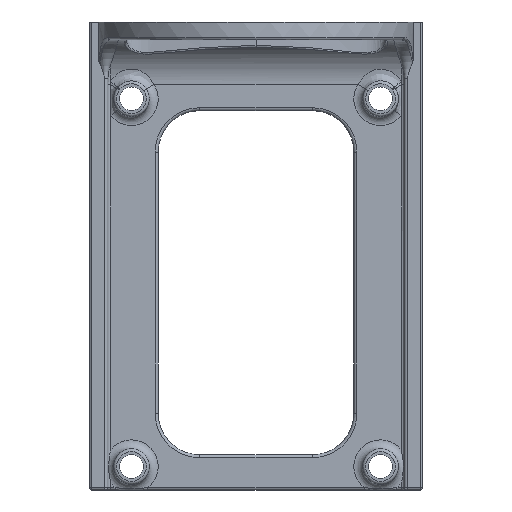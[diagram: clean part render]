
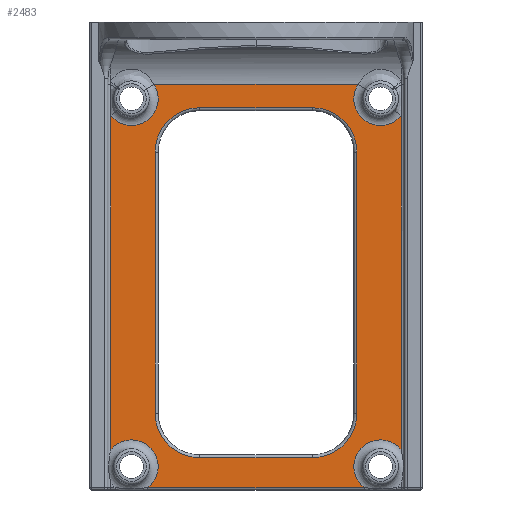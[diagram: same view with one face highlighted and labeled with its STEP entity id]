
A CAD part, left-side view. The second image highlights one B-rep face of the part: STEP entity #2483.
In plain terms, the highlighted planar face has unit normal (-1, 0, 0).
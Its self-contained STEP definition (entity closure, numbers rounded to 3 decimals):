
#120=FACE_BOUND('',#646,.T.);
#140=PLANE('',#2773);
#194=LINE('',#6021,#304);
#222=LINE('',#6344,#332);
#227=LINE('',#6374,#337);
#228=LINE('',#6385,#338);
#230=LINE('',#6397,#340);
#232=LINE('',#6409,#342);
#241=LINE('',#6434,#351);
#242=LINE('',#6438,#352);
#304=VECTOR('',#3153,10.);
#332=VECTOR('',#3311,10.);
#337=VECTOR('',#3336,10.);
#338=VECTOR('',#3349,10.);
#340=VECTOR('',#3363,10.);
#342=VECTOR('',#3377,10.);
#351=VECTOR('',#3406,10.);
#352=VECTOR('',#3411,10.);
#478=FACE_OUTER_BOUND('',#645,.T.);
#645=EDGE_LOOP('',(#2094,#2095,#2096,#2097,#2098,#2099,#2100,#2101,#2102,
#2103));
#646=EDGE_LOOP('',(#2104,#2105,#2106,#2107,#2108,#2109,#2110,#2111));
#878=CIRCLE('',#2696,4.5);
#880=CIRCLE('',#2698,4.5);
#893=CIRCLE('',#2714,4.5);
#895=CIRCLE('',#2716,4.5);
#910=CIRCLE('',#2748,7.5);
#914=CIRCLE('',#2754,7.5);
#918=CIRCLE('',#2760,7.5);
#922=CIRCLE('',#2766,7.5);
#925=CIRCLE('',#2774,4.5);
#926=CIRCLE('',#2775,4.5);
#1094=VERTEX_POINT('',#5987);
#1096=VERTEX_POINT('',#6017);
#1112=VERTEX_POINT('',#6154);
#1114=VERTEX_POINT('',#6159);
#1131=VERTEX_POINT('',#6216);
#1132=VERTEX_POINT('',#6218);
#1143=VERTEX_POINT('',#6334);
#1144=VERTEX_POINT('',#6343);
#1148=VERTEX_POINT('',#6367);
#1151=VERTEX_POINT('',#6372);
#1153=VERTEX_POINT('',#6377);
#1155=VERTEX_POINT('',#6383);
#1157=VERTEX_POINT('',#6389);
#1159=VERTEX_POINT('',#6395);
#1161=VERTEX_POINT('',#6401);
#1163=VERTEX_POINT('',#6407);
#1169=VERTEX_POINT('',#6433);
#1170=VERTEX_POINT('',#6436);
#1381=EDGE_CURVE('',#1094,#1096,#194,.T.);
#1412=EDGE_CURVE('',#1112,#1094,#878,.T.);
#1415=EDGE_CURVE('',#1114,#1112,#880,.T.);
#1435=EDGE_CURVE('',#1131,#1132,#893,.T.);
#1438=EDGE_CURVE('',#1096,#1131,#895,.T.);
#1460=EDGE_CURVE('',#1143,#1144,#222,.T.);
#1472=EDGE_CURVE('',#1151,#1148,#227,.T.);
#1474=EDGE_CURVE('',#1153,#1151,#910,.T.);
#1477=EDGE_CURVE('',#1155,#1153,#228,.T.);
#1480=EDGE_CURVE('',#1157,#1155,#914,.T.);
#1483=EDGE_CURVE('',#1159,#1157,#230,.T.);
#1486=EDGE_CURVE('',#1161,#1159,#918,.T.);
#1489=EDGE_CURVE('',#1163,#1161,#232,.T.);
#1492=EDGE_CURVE('',#1148,#1163,#922,.T.);
#1502=EDGE_CURVE('',#1169,#1114,#241,.T.);
#1503=EDGE_CURVE('',#1144,#1169,#925,.T.);
#1504=EDGE_CURVE('',#1170,#1143,#926,.T.);
#1505=EDGE_CURVE('',#1132,#1170,#242,.T.);
#2094=ORIENTED_EDGE('',*,*,#1381,.F.);
#2095=ORIENTED_EDGE('',*,*,#1412,.F.);
#2096=ORIENTED_EDGE('',*,*,#1415,.F.);
#2097=ORIENTED_EDGE('',*,*,#1502,.F.);
#2098=ORIENTED_EDGE('',*,*,#1503,.F.);
#2099=ORIENTED_EDGE('',*,*,#1460,.F.);
#2100=ORIENTED_EDGE('',*,*,#1504,.F.);
#2101=ORIENTED_EDGE('',*,*,#1505,.F.);
#2102=ORIENTED_EDGE('',*,*,#1435,.F.);
#2103=ORIENTED_EDGE('',*,*,#1438,.F.);
#2104=ORIENTED_EDGE('',*,*,#1472,.F.);
#2105=ORIENTED_EDGE('',*,*,#1474,.F.);
#2106=ORIENTED_EDGE('',*,*,#1477,.F.);
#2107=ORIENTED_EDGE('',*,*,#1480,.F.);
#2108=ORIENTED_EDGE('',*,*,#1483,.F.);
#2109=ORIENTED_EDGE('',*,*,#1486,.F.);
#2110=ORIENTED_EDGE('',*,*,#1489,.F.);
#2111=ORIENTED_EDGE('',*,*,#1492,.F.);
#2483=ADVANCED_FACE('',(#478,#120),#140,.T.);
#2696=AXIS2_PLACEMENT_3D('',#6156,#3219,#3220);
#2698=AXIS2_PLACEMENT_3D('',#6178,#3223,#3224);
#2714=AXIS2_PLACEMENT_3D('',#6219,#3262,#3263);
#2716=AXIS2_PLACEMENT_3D('',#6240,#3266,#3267);
#2748=AXIS2_PLACEMENT_3D('',#6379,#3341,#3342);
#2754=AXIS2_PLACEMENT_3D('',#6391,#3355,#3356);
#2760=AXIS2_PLACEMENT_3D('',#6403,#3369,#3370);
#2766=AXIS2_PLACEMENT_3D('',#6413,#3383,#3384);
#2773=AXIS2_PLACEMENT_3D('',#6432,#3404,#3405);
#2774=AXIS2_PLACEMENT_3D('',#6435,#3407,#3408);
#2775=AXIS2_PLACEMENT_3D('',#6437,#3409,#3410);
#3153=DIRECTION('',(0.,1.,0.));
#3219=DIRECTION('center_axis',(-1.,0.,0.));
#3220=DIRECTION('ref_axis',(0.,-1.,0.));
#3223=DIRECTION('center_axis',(-1.,0.,0.));
#3224=DIRECTION('ref_axis',(0.,-1.,0.));
#3262=DIRECTION('center_axis',(-1.,0.,0.));
#3263=DIRECTION('ref_axis',(0.,-1.,0.));
#3266=DIRECTION('center_axis',(-1.,0.,0.));
#3267=DIRECTION('ref_axis',(0.,-1.,0.));
#3311=DIRECTION('',(0.,-1.,0.));
#3336=DIRECTION('',(0.,-1.,0.));
#3341=DIRECTION('center_axis',(-1.,0.,0.));
#3342=DIRECTION('ref_axis',(0.,0.707,-0.707));
#3349=DIRECTION('',(0.,0.,-1.));
#3355=DIRECTION('center_axis',(-1.,0.,0.));
#3356=DIRECTION('ref_axis',(0.,0.707,0.707));
#3363=DIRECTION('',(0.,1.,0.));
#3369=DIRECTION('center_axis',(-1.,0.,0.));
#3370=DIRECTION('ref_axis',(0.,-0.707,0.707));
#3377=DIRECTION('',(0.,0.,1.));
#3383=DIRECTION('center_axis',(-1.,0.,0.));
#3384=DIRECTION('ref_axis',(0.,-0.707,-0.707));
#3404=DIRECTION('center_axis',(-1.,0.,0.));
#3405=DIRECTION('ref_axis',(0.,1.,0.));
#3406=DIRECTION('',(0.,0.,-1.));
#3407=DIRECTION('center_axis',(-1.,0.,0.));
#3408=DIRECTION('ref_axis',(0.,0.,
-1.));
#3409=DIRECTION('center_axis',(-1.,0.,0.));
#3410=DIRECTION('ref_axis',(0.,0.,
-1.));
#3411=DIRECTION('',(0.,0.,1.));
#5987=CARTESIAN_POINT('',(-1.5,-18.235,-75.5));
#6017=CARTESIAN_POINT('',(-1.5,18.235,-75.5));
#6021=CARTESIAN_POINT('',(-1.5,-12.488,-75.5));
#6154=CARTESIAN_POINT('',(-1.5,-21.,-67.45));
#6156=CARTESIAN_POINT('Origin',(-1.5,-21.,-71.95));
#6159=CARTESIAN_POINT('',(-1.5,-24.476,-69.092));
#6178=CARTESIAN_POINT('Origin',(-1.5,-21.,-71.95));
#6216=CARTESIAN_POINT('',(-1.5,21.,-67.45));
#6218=CARTESIAN_POINT('',(-1.5,24.476,-69.092));
#6219=CARTESIAN_POINT('Origin',(-1.5,21.,-71.95));
#6240=CARTESIAN_POINT('Origin',(-1.5,21.,-71.95));
#6334=CARTESIAN_POINT('',(-1.5,17.225,-7.5));
#6343=CARTESIAN_POINT('',(-1.5,-17.225,-7.5));
#6344=CARTESIAN_POINT('',(-1.5,-12.488,-7.5));
#6367=CARTESIAN_POINT('',(-1.5,-9.5,-70.45));
#6372=CARTESIAN_POINT('',(-1.5,9.5,-70.45));
#6374=CARTESIAN_POINT('',(-1.5,-20.738,-70.45));
#6377=CARTESIAN_POINT('',(-1.5,17.,-62.95));
#6379=CARTESIAN_POINT('Origin',(-1.5,9.5,-62.95));
#6383=CARTESIAN_POINT('',(-1.5,17.,-18.95));
#6385=CARTESIAN_POINT('',(-1.5,17.,-34.975));
#6389=CARTESIAN_POINT('',(-1.5,9.5,-11.45));
#6391=CARTESIAN_POINT('Origin',(-1.5,9.5,-18.95));
#6395=CARTESIAN_POINT('',(-1.5,-9.5,-11.45));
#6397=CARTESIAN_POINT('',(-1.5,-4.238,-11.45));
#6401=CARTESIAN_POINT('',(-1.5,-17.,-18.95));
#6403=CARTESIAN_POINT('Origin',(-1.5,-9.5,-18.95));
#6407=CARTESIAN_POINT('',(-1.5,-17.,-62.95));
#6409=CARTESIAN_POINT('',(-1.5,-17.,-5.975));
#6413=CARTESIAN_POINT('Origin',(-1.5,-9.5,-62.95));
#6432=CARTESIAN_POINT('Origin',(-1.5,-24.976,0.));
#6433=CARTESIAN_POINT('',(-1.5,-24.476,-12.808));
#6434=CARTESIAN_POINT('',(-1.5,-24.476,0.));
#6435=CARTESIAN_POINT('Origin',(-1.5,-21.,-9.95));
#6436=CARTESIAN_POINT('',(-1.5,24.476,-12.808));
#6437=CARTESIAN_POINT('Origin',(-1.5,21.,-9.95));
#6438=CARTESIAN_POINT('',(-1.5,24.476,0.));
